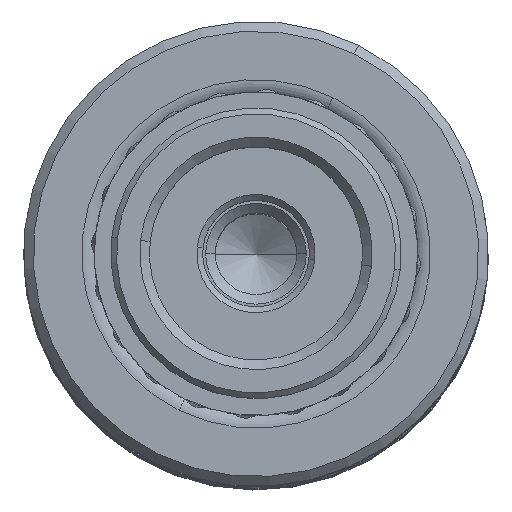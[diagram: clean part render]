
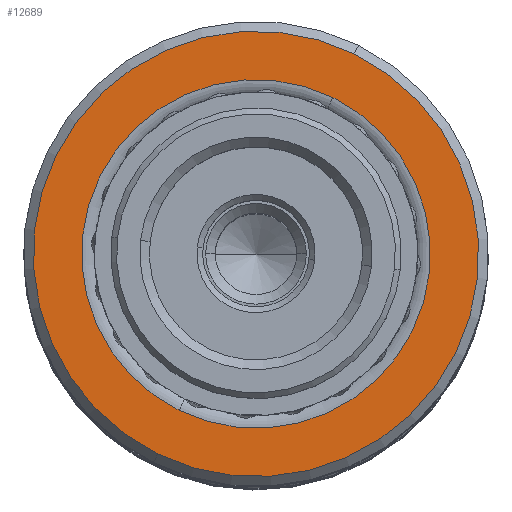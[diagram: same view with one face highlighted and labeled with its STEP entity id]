
A CAD part, top view. The second image highlights one B-rep face of the part: STEP entity #12689.
In plain terms, the highlighted face is planar.
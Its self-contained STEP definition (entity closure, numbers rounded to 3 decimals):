
#546 = EDGE_CURVE ( 'NONE', #10042, #29370, #3318, .T. ) ;
#1001 = ORIENTED_EDGE ( 'NONE', *, *, #546, .T. ) ;
#1112 = EDGE_CURVE ( 'NONE', #29370, #10042, #35026, .T. ) ;
#1245 = CARTESIAN_POINT ( 'NONE',  ( -11.5, 0., 0. ) ) ;
#2866 = EDGE_CURVE ( 'NONE', #27860, #5729, #5503, .T. ) ;
#3318 = CIRCLE ( 'NONE', #13206, 11.5 ) ;
#3393 = CARTESIAN_POINT ( 'NONE',  ( 0., 0., 0. ) ) ;
#3488 = FACE_BOUND ( 'NONE', #30058, .T. ) ;
#3856 = CARTESIAN_POINT ( 'NONE',  ( 0., 0., 0. ) ) ;
#4349 = DIRECTION ( 'NONE',  ( 1., 0., 0. ) ) ;
#5135 = EDGE_LOOP ( 'NONE', ( #1001, #10887 ) ) ;
#5503 = CIRCLE ( 'NONE', #35938, 9. ) ;
#5729 = VERTEX_POINT ( 'NONE', #29809 ) ;
#6675 = DIRECTION ( 'NONE',  ( 0., 0., -1. ) ) ;
#6722 = DIRECTION ( 'NONE',  ( 1., 0., 0. ) ) ;
#7836 = ORIENTED_EDGE ( 'NONE', *, *, #2866, .T. ) ;
#8681 = AXIS2_PLACEMENT_3D ( 'NONE', #30474, #13363, #33343 ) ;
#10042 = VERTEX_POINT ( 'NONE', #26530 ) ;
#10294 = DIRECTION ( 'NONE',  ( 0., 0., 1. ) ) ;
#10887 = ORIENTED_EDGE ( 'NONE', *, *, #1112, .T. ) ;
#12689 = ADVANCED_FACE ( 'NONE', ( #3488, #26305 ), #34015, .F. ) ;
#12908 = AXIS2_PLACEMENT_3D ( 'NONE', #3856, #23846, #6722 ) ;
#13206 = AXIS2_PLACEMENT_3D ( 'NONE', #3393, #6675, #4349 ) ;
#13363 = DIRECTION ( 'NONE',  ( 0., 0., -1. ) ) ;
#14392 = DIRECTION ( 'NONE',  ( 0., 0., 1. ) ) ;
#16751 = EDGE_CURVE ( 'NONE', #5729, #27860, #35486, .T. ) ;
#22733 = ORIENTED_EDGE ( 'NONE', *, *, #16751, .T. ) ;
#23846 = DIRECTION ( 'NONE',  ( 0., 0., 1. ) ) ;
#25803 = CARTESIAN_POINT ( 'NONE',  ( 0., 0., 0. ) ) ;
#26305 = FACE_OUTER_BOUND ( 'NONE', #5135, .T. ) ;
#26530 = CARTESIAN_POINT ( 'NONE',  ( 11.5, 0., 0. ) ) ;
#27129 = CARTESIAN_POINT ( 'NONE',  ( 9., 0., 0. ) ) ;
#27422 = CARTESIAN_POINT ( 'NONE',  ( 0., 0., 0. ) ) ;
#27860 = VERTEX_POINT ( 'NONE', #27129 ) ;
#29370 = VERTEX_POINT ( 'NONE', #1245 ) ;
#29809 = CARTESIAN_POINT ( 'NONE',  ( -9., 0., 0. ) ) ;
#30058 = EDGE_LOOP ( 'NONE', ( #7836, #22733 ) ) ;
#30290 = DIRECTION ( 'NONE',  ( 1., 0., 0. ) ) ;
#30474 = CARTESIAN_POINT ( 'NONE',  ( 0., 0., 0. ) ) ;
#32490 = AXIS2_PLACEMENT_3D ( 'NONE', #25803, #14392, #34391 ) ;
#33343 = DIRECTION ( 'NONE',  ( 1., 0., 0. ) ) ;
#34015 = PLANE ( 'NONE',  #32490 ) ;
#34391 = DIRECTION ( 'NONE',  ( 1., 0., 0. ) ) ;
#35026 = CIRCLE ( 'NONE', #8681, 11.5 ) ;
#35486 = CIRCLE ( 'NONE', #12908, 9. ) ;
#35938 = AXIS2_PLACEMENT_3D ( 'NONE', #27422, #10294, #30290 ) ;
